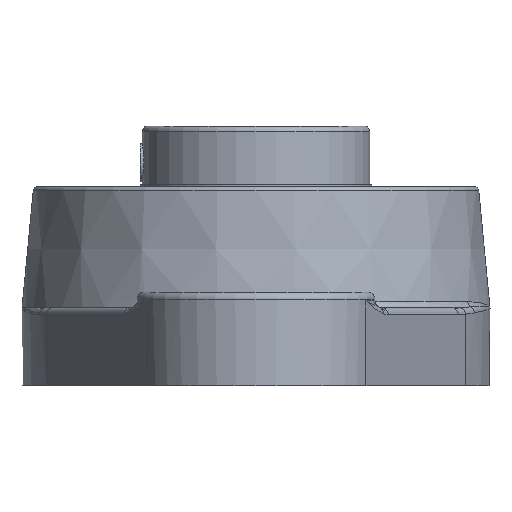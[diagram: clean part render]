
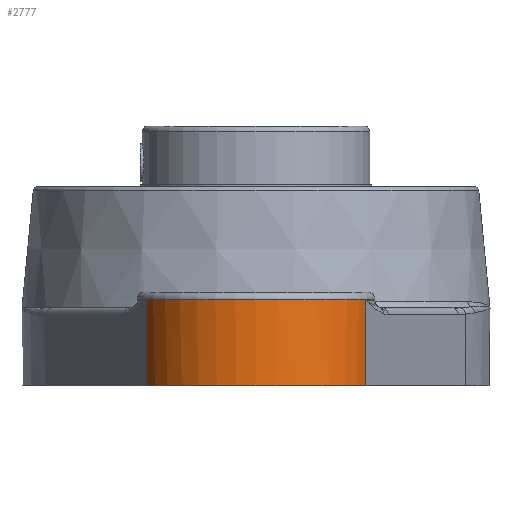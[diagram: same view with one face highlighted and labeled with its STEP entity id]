
A CAD part, left-side view. The second image highlights one B-rep face of the part: STEP entity #2777.
In plain terms, the highlighted cylindrical face has radius 15.24 mm (diameter 30.48 mm), a partial arc.
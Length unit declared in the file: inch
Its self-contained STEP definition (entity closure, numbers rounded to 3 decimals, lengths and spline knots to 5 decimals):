
#128=VECTOR('',#3410,1.);
#129=VECTOR('',#3413,1.);
#130=VECTOR('',#3414,1.);
#131=VECTOR('',#3417,1.);
#210=LINE('',#6328,#128);
#211=LINE('',#6332,#129);
#212=LINE('',#6333,#130);
#213=LINE('',#6337,#131);
#1116=CYLINDRICAL_SURFACE('',#2990,0.6);
#1268=VERTEX_POINT('',#4724);
#1271=VERTEX_POINT('',#4882);
#1282=VERTEX_POINT('',#5298);
#1305=VERTEX_POINT('',#6200);
#1306=VERTEX_POINT('',#6329);
#1307=VERTEX_POINT('',#6331);
#1308=VERTEX_POINT('',#6334);
#1309=VERTEX_POINT('',#6336);
#1421=CIRCLE('',#2954,0.6);
#1442=CIRCLE('',#2986,0.6);
#1445=CIRCLE('',#2991,0.6);
#1446=CIRCLE('',#2992,0.6);
#1596=EDGE_CURVE('',#1268,#1271,#1421,.T.);
#1656=EDGE_CURVE('',#1305,#1282,#1442,.T.);
#1659=EDGE_CURVE('',#1306,#1268,#210,.T.);
#1660=EDGE_CURVE('',#1306,#1307,#1445,.T.);
#1661=EDGE_CURVE('',#1307,#1282,#211,.T.);
#1662=EDGE_CURVE('',#1305,#1308,#212,.T.);
#1663=EDGE_CURVE('',#1309,#1308,#1446,.T.);
#1664=EDGE_CURVE('',#1271,#1309,#213,.T.);
#2073=ORIENTED_EDGE('',*,*,#1659,.F.);
#2074=ORIENTED_EDGE('',*,*,#1660,.T.);
#2075=ORIENTED_EDGE('',*,*,#1661,.T.);
#2076=ORIENTED_EDGE('',*,*,#1656,.F.);
#2077=ORIENTED_EDGE('',*,*,#1662,.T.);
#2078=ORIENTED_EDGE('',*,*,#1663,.F.);
#2079=ORIENTED_EDGE('',*,*,#1664,.F.);
#2080=ORIENTED_EDGE('',*,*,#1596,.F.);
#2439=EDGE_LOOP('',(#2073,#2074,#2075,#2076,#2077,#2078,#2079,#2080));
#2627=FACE_BOUND('',#2439,.T.);
#2777=ADVANCED_FACE('',(#2627),#1116,.T.);
#2954=AXIS2_PLACEMENT_3D('',#4885,#3326,#3327);
#2986=AXIS2_PLACEMENT_3D('',#6203,#3401,#3402);
#2990=AXIS2_PLACEMENT_3D('',#6327,#3408,#3409);
#2991=AXIS2_PLACEMENT_3D('',#6330,#3411,#3412);
#2992=AXIS2_PLACEMENT_3D('',#6335,#3415,#3416);
#3326=DIRECTION('',(0.,0.,-1.));
#3327=DIRECTION('',(-0.116,0.589,0.));
#3401=DIRECTION('',(0.,0.,-1.));
#3402=DIRECTION('',(-0.116,-0.589,0.));
#3408=DIRECTION('',(0.,0.,1.));
#3409=DIRECTION('',(0.6,0.,0.));
#3410=DIRECTION('',(0.,0.,1.));
#3411=DIRECTION('',(0.,0.,1.));
#3412=DIRECTION('',(0.6,0.,0.));
#3413=DIRECTION('',(0.,0.,1.));
#3414=DIRECTION('',(0.,0.,1.));
#3415=DIRECTION('',(0.,0.,1.));
#3416=DIRECTION('',(-0.6,0.,0.));
#3417=DIRECTION('',(0.,0.,1.));
#4724=CARTESIAN_POINT('',(-1.85203,0.55515,0.4287));
#4882=CARTESIAN_POINT('',(-1.62441,0.6,0.4287));
#4885=CARTESIAN_POINT('',(-1.62441,0.,0.4287));
#5298=CARTESIAN_POINT('',(-1.85203,-0.55515,0.4287));
#6200=CARTESIAN_POINT('',(-1.62441,-0.6,0.4287));
#6203=CARTESIAN_POINT('',(-1.62441,0.,0.4287));
#6327=CARTESIAN_POINT('',(-1.62441,0.,0.));
#6328=CARTESIAN_POINT('',(-1.85203,0.55515,0.));
#6329=CARTESIAN_POINT('',(-1.85203,0.55515,0.));
#6330=CARTESIAN_POINT('',(-1.62441,0.,0.));
#6331=CARTESIAN_POINT('',(-1.85203,-0.55515,0.));
#6332=CARTESIAN_POINT('',(-1.85203,-0.55515,0.));
#6333=CARTESIAN_POINT('',(-1.62441,-0.6,0.3937));
#6334=CARTESIAN_POINT('',(-1.62441,-0.6,0.43744));
#6335=CARTESIAN_POINT('',(-1.62441,0.,0.43744));
#6336=CARTESIAN_POINT('',(-1.62441,0.6,0.43744));
#6337=CARTESIAN_POINT('',(-1.62441,0.6,0.3937));
